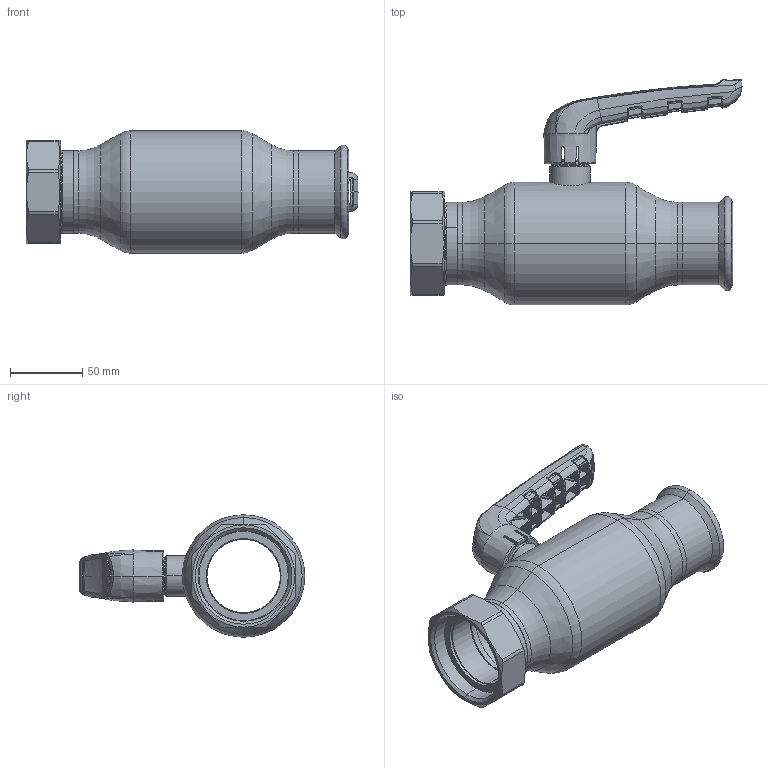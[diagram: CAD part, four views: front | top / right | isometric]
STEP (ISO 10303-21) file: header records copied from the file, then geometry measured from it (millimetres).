
FILE_DESCRIPTION (( 'STEP AP214' ), '1' );
FILE_NAME ('XPR11400 DN50 G2 14 x 54.step', '2018-09-18T10:42:03', ( '' ), ( '' ), 'SwSTEP 2.0', 'SolidWorks 2017', '' );
FILE_SCHEMA (( 'AUTOMOTIVE_DESIGN' ));
Length unit declared in the file: millimetre
Products named in the file (1): XPR11400 DN50 G2 14 x 54
Bounding box: 230.55 x 156.71 x 85 mm (x, y, z)
Surface area: 103944 mm2 (no closed solid volume)
Topology: 0 solids, 12 shells, 838 faces, 2724 edges, 1744 vertices
Faces by surface type: bspline 674, cylinder 50, plane 49, cone 36, torus 23, sphere 6
Entity records: 61925 total; most frequent: CARTESIAN_POINT 35348, ORIENTED_EDGE 4359, EDGE_CURVE 2710, DIRECTION 1869, B_SPLINE_CURVE_WITH_KNOTS 1849, VERTEX_POINT 1742, EDGE_LOOP 850, AXIS2_PLACEMENT_3D 845
